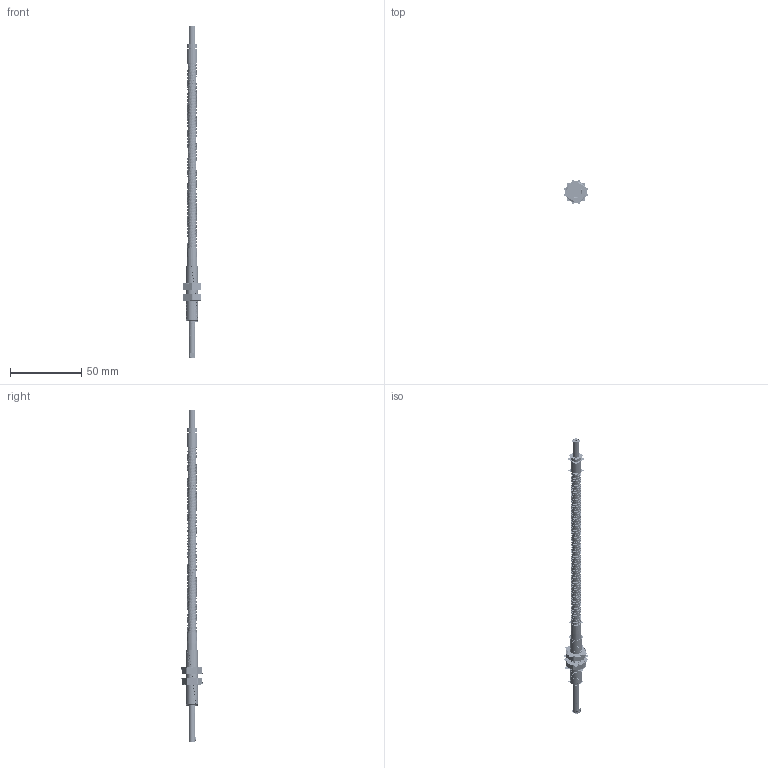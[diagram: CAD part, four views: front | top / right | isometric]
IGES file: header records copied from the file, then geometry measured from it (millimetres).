
Start section:  PTC IGES file: 161913.igs
Global section: file name: 161913.igs; native system: Creo Parametric by Parametric Technology Corporation; preprocessor: 2013230; author: pdmadmin; organization: Unknown; date: 20160209.162130; units: inch
Bounding box: 17.23 x 17.23 x 232.91 mm (x, y, z)
Volume: 4303.7 mm3; surface area: 121349.5 mm2
Topology: 8 solids, 8 shells, 890 faces, 4164 edges, 5105 vertices
Faces by surface type: bspline 546, revolution 344
